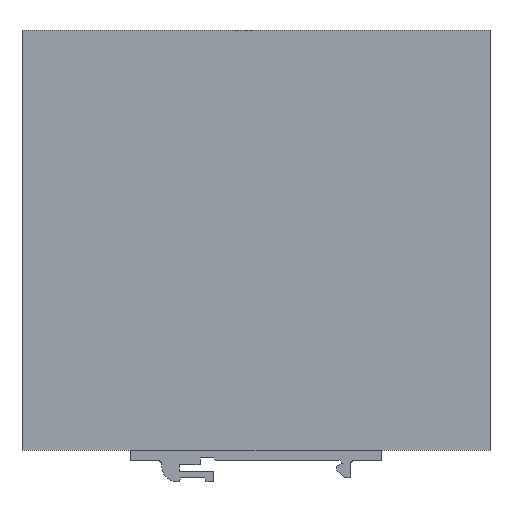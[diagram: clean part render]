
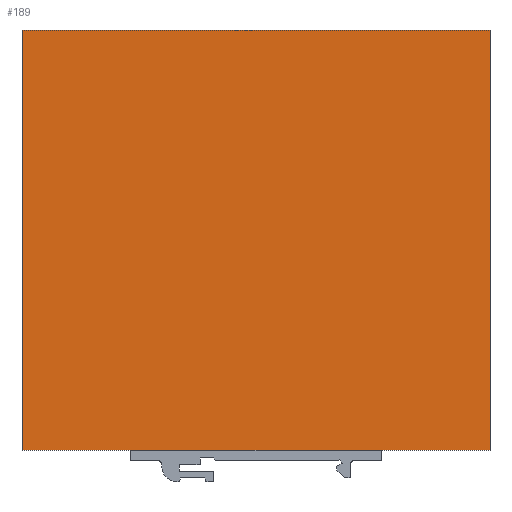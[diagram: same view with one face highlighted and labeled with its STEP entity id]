
A CAD part, left-side view. The second image highlights one B-rep face of the part: STEP entity #189.
In plain terms, the highlighted planar face has unit normal (-1, 0, 0).
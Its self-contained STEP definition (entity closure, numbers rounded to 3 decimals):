
#41 = ORIENTED_EDGE ( 'NONE', *, *, #372, .F. ) ;
#59 = DIRECTION ( 'NONE',  ( 0., -1., 0. ) ) ;
#78 = CARTESIAN_POINT ( 'NONE',  ( -20., -61.6, 55.3 ) ) ;
#133 = DIRECTION ( 'NONE',  ( -1., 0., 0. ) ) ;
#137 = LINE ( 'NONE', #545, #1122 ) ;
#139 = PLANE ( 'NONE',  #1111 ) ;
#151 = VECTOR ( 'NONE', #184, 1000. ) ;
#184 = DIRECTION ( 'NONE',  ( 0., 0., -1. ) ) ;
#189 = ADVANCED_FACE ( 'NONE', ( #533 ), #139, .T. ) ;
#192 = CARTESIAN_POINT ( 'NONE',  ( -20., -61.6, -55.3 ) ) ;
#309 = VERTEX_POINT ( 'NONE', #527 ) ;
#338 = LINE ( 'NONE', #78, #151 ) ;
#372 = EDGE_CURVE ( 'NONE', #666, #1057, #600, .T. ) ;
#527 = CARTESIAN_POINT ( 'NONE',  ( -20., 61.6, -55.3 ) ) ;
#533 = FACE_OUTER_BOUND ( 'NONE', #569, .T. ) ;
#545 = CARTESIAN_POINT ( 'NONE',  ( -20., -61.6, -55.3 ) ) ;
#569 = EDGE_LOOP ( 'NONE', ( #1099, #782, #41, #610 ) ) ;
#595 = DIRECTION ( 'NONE',  ( 0., 0., 1. ) ) ;
#600 = LINE ( 'NONE', #969, #1075 ) ;
#605 = EDGE_CURVE ( 'NONE', #309, #666, #914, .T. ) ;
#610 = ORIENTED_EDGE ( 'NONE', *, *, #605, .F. ) ;
#622 = CARTESIAN_POINT ( 'NONE',  ( -20., 61.6, 55.3 ) ) ;
#636 = DIRECTION ( 'NONE',  ( 0., 1., 0. ) ) ;
#663 = VECTOR ( 'NONE', #1061, 1000. ) ;
#666 = VERTEX_POINT ( 'NONE', #622 ) ;
#782 = ORIENTED_EDGE ( 'NONE', *, *, #806, .F. ) ;
#806 = EDGE_CURVE ( 'NONE', #1057, #1171, #338, .T. ) ;
#827 = EDGE_CURVE ( 'NONE', #1171, #309, #137, .T. ) ;
#841 = CARTESIAN_POINT ( 'NONE',  ( -20., -61.6, 55.3 ) ) ;
#898 = CARTESIAN_POINT ( 'NONE',  ( -20., 61.6, 55.3 ) ) ;
#914 = LINE ( 'NONE', #898, #663 ) ;
#969 = CARTESIAN_POINT ( 'NONE',  ( -20., -61.6, 55.3 ) ) ;
#1057 = VERTEX_POINT ( 'NONE', #841 ) ;
#1061 = DIRECTION ( 'NONE',  ( 0., 0., 1. ) ) ;
#1075 = VECTOR ( 'NONE', #59, 1000. ) ;
#1099 = ORIENTED_EDGE ( 'NONE', *, *, #827, .F. ) ;
#1111 = AXIS2_PLACEMENT_3D ( 'NONE', #1142, #133, #595 ) ;
#1122 = VECTOR ( 'NONE', #636, 1000. ) ;
#1142 = CARTESIAN_POINT ( 'NONE',  ( -20., 0., 0. ) ) ;
#1171 = VERTEX_POINT ( 'NONE', #192 ) ;
